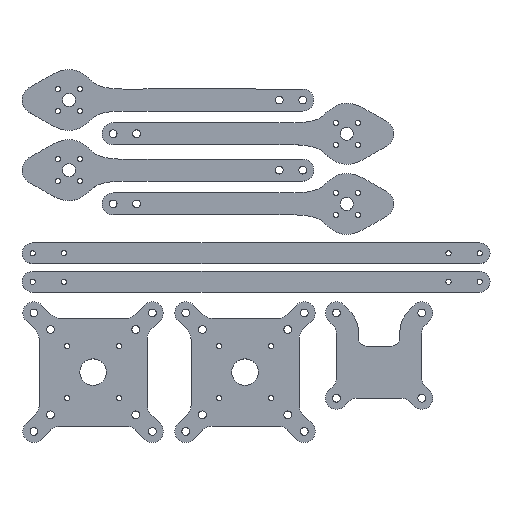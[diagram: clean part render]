
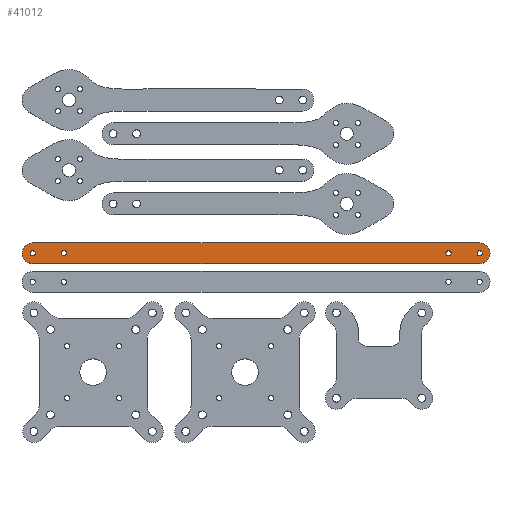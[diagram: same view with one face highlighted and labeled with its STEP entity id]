
A CAD part, top view. The second image highlights one B-rep face of the part: STEP entity #41012.
In plain terms, the highlighted planar face has unit normal (0, 0, 1).
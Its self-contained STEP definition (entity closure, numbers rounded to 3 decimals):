
#41012 = ADVANCED_FACE('',(#41013,#41086,#41109,#41132,#41155),#41028,
  .T.);
#41013 = FACE_BOUND('',#41014,.T.);
#41014 = EDGE_LOOP('',(#41015,#41039,#41055,#41072));
#41015 = ORIENTED_EDGE('',*,*,#41016,.T.);
#41016 = EDGE_CURVE('',#41017,#41019,#41021,.T.);
#41017 = VERTEX_POINT('',#41018);
#41018 = CARTESIAN_POINT('',(177.137,-76.,0.));
#41019 = VERTEX_POINT('',#41020);
#41020 = CARTESIAN_POINT('',(177.137,-68.,0.));
#41021 = SURFACE_CURVE('',#41022,(#41027),.PCURVE_S1.);
#41022 = CIRCLE('',#41023,4.);
#41023 = AXIS2_PLACEMENT_3D('',#41024,#41025,#41026);
#41024 = CARTESIAN_POINT('',(177.137,-72.,0.));
#41025 = DIRECTION('',(0.,0.,1.));
#41026 = DIRECTION('',(1.,0.,0.));
#41027 = PCURVE('',#41028,#41033);
#41028 = PLANE('',#41029);
#41029 = AXIS2_PLACEMENT_3D('',#41030,#41031,#41032);
#41030 = CARTESIAN_POINT('',(91.069,-72.,0.));
#41031 = DIRECTION('',(0.,0.,1.));
#41032 = DIRECTION('',(1.,0.,-0.));
#41033 = DEFINITIONAL_REPRESENTATION('',(#41034),#41038);
#41034 = CIRCLE('',#41035,4.);
#41035 = AXIS2_PLACEMENT_2D('',#41036,#41037);
#41036 = CARTESIAN_POINT('',(86.069,0.));
#41037 = DIRECTION('',(1.,0.));
#41038 = ( GEOMETRIC_REPRESENTATION_CONTEXT(2) 
PARAMETRIC_REPRESENTATION_CONTEXT() REPRESENTATION_CONTEXT('2D SPACE',''
  ) );
#41039 = ORIENTED_EDGE('',*,*,#41040,.T.);
#41040 = EDGE_CURVE('',#41019,#41041,#41043,.T.);
#41041 = VERTEX_POINT('',#41042);
#41042 = CARTESIAN_POINT('',(5.,-68.,0.));
#41043 = SURFACE_CURVE('',#41044,(#41048),.PCURVE_S1.);
#41044 = LINE('',#41045,#41046);
#41045 = CARTESIAN_POINT('',(177.137,-68.,0.));
#41046 = VECTOR('',#41047,1.);
#41047 = DIRECTION('',(-1.,0.,0.));
#41048 = PCURVE('',#41028,#41049);
#41049 = DEFINITIONAL_REPRESENTATION('',(#41050),#41054);
#41050 = LINE('',#41051,#41052);
#41051 = CARTESIAN_POINT('',(86.069,4.));
#41052 = VECTOR('',#41053,1.);
#41053 = DIRECTION('',(-1.,0.));
#41054 = ( GEOMETRIC_REPRESENTATION_CONTEXT(2) 
PARAMETRIC_REPRESENTATION_CONTEXT() REPRESENTATION_CONTEXT('2D SPACE',''
  ) );
#41055 = ORIENTED_EDGE('',*,*,#41056,.T.);
#41056 = EDGE_CURVE('',#41041,#41057,#41059,.T.);
#41057 = VERTEX_POINT('',#41058);
#41058 = CARTESIAN_POINT('',(5.,-76.,0.));
#41059 = SURFACE_CURVE('',#41060,(#41065),.PCURVE_S1.);
#41060 = CIRCLE('',#41061,4.);
#41061 = AXIS2_PLACEMENT_3D('',#41062,#41063,#41064);
#41062 = CARTESIAN_POINT('',(5.,-72.,0.));
#41063 = DIRECTION('',(0.,0.,1.));
#41064 = DIRECTION('',(1.,0.,0.));
#41065 = PCURVE('',#41028,#41066);
#41066 = DEFINITIONAL_REPRESENTATION('',(#41067),#41071);
#41067 = CIRCLE('',#41068,4.);
#41068 = AXIS2_PLACEMENT_2D('',#41069,#41070);
#41069 = CARTESIAN_POINT('',(-86.069,0.));
#41070 = DIRECTION('',(1.,0.));
#41071 = ( GEOMETRIC_REPRESENTATION_CONTEXT(2) 
PARAMETRIC_REPRESENTATION_CONTEXT() REPRESENTATION_CONTEXT('2D SPACE',''
  ) );
#41072 = ORIENTED_EDGE('',*,*,#41073,.T.);
#41073 = EDGE_CURVE('',#41057,#41017,#41074,.T.);
#41074 = SURFACE_CURVE('',#41075,(#41079),.PCURVE_S1.);
#41075 = LINE('',#41076,#41077);
#41076 = CARTESIAN_POINT('',(5.,-76.,0.));
#41077 = VECTOR('',#41078,1.);
#41078 = DIRECTION('',(1.,0.,0.));
#41079 = PCURVE('',#41028,#41080);
#41080 = DEFINITIONAL_REPRESENTATION('',(#41081),#41085);
#41081 = LINE('',#41082,#41083);
#41082 = CARTESIAN_POINT('',(-86.069,-4.));
#41083 = VECTOR('',#41084,1.);
#41084 = DIRECTION('',(1.,0.));
#41085 = ( GEOMETRIC_REPRESENTATION_CONTEXT(2) 
PARAMETRIC_REPRESENTATION_CONTEXT() REPRESENTATION_CONTEXT('2D SPACE',''
  ) );
#41086 = FACE_BOUND('',#41087,.T.);
#41087 = EDGE_LOOP('',(#41088));
#41088 = ORIENTED_EDGE('',*,*,#41089,.T.);
#41089 = EDGE_CURVE('',#41090,#41090,#41092,.T.);
#41090 = VERTEX_POINT('',#41091);
#41091 = CARTESIAN_POINT('',(4.,-72.,0.));
#41092 = SURFACE_CURVE('',#41093,(#41098),.PCURVE_S1.);
#41093 = CIRCLE('',#41094,1.);
#41094 = AXIS2_PLACEMENT_3D('',#41095,#41096,#41097);
#41095 = CARTESIAN_POINT('',(5.,-72.,0.));
#41096 = DIRECTION('',(0.,0.,-1.));
#41097 = DIRECTION('',(-1.,0.,0.));
#41098 = PCURVE('',#41028,#41099);
#41099 = DEFINITIONAL_REPRESENTATION('',(#41100),#41108);
#41100 = ( BOUNDED_CURVE() B_SPLINE_CURVE(2,(#41101,#41102,#41103,#41104
    ,#41105,#41106,#41107),.UNSPECIFIED.,.T.,.F.) 
B_SPLINE_CURVE_WITH_KNOTS((1,2,2,2,2,1),(-2.094,0.,
    2.094,4.189,6.283,8.378),
.UNSPECIFIED.) CURVE() GEOMETRIC_REPRESENTATION_ITEM() 
RATIONAL_B_SPLINE_CURVE((1.,0.5,1.,0.5,1.,0.5,1.)) REPRESENTATION_ITEM(
  '') );
#41101 = CARTESIAN_POINT('',(-87.069,0.));
#41102 = CARTESIAN_POINT('',(-87.069,1.732));
#41103 = CARTESIAN_POINT('',(-85.569,0.866));
#41104 = CARTESIAN_POINT('',(-84.069,0.));
#41105 = CARTESIAN_POINT('',(-85.569,-0.866));
#41106 = CARTESIAN_POINT('',(-87.069,-1.732));
#41107 = CARTESIAN_POINT('',(-87.069,0.));
#41108 = ( GEOMETRIC_REPRESENTATION_CONTEXT(2) 
PARAMETRIC_REPRESENTATION_CONTEXT() REPRESENTATION_CONTEXT('2D SPACE',''
  ) );
#41109 = FACE_BOUND('',#41110,.T.);
#41110 = EDGE_LOOP('',(#41111));
#41111 = ORIENTED_EDGE('',*,*,#41112,.T.);
#41112 = EDGE_CURVE('',#41113,#41113,#41115,.T.);
#41113 = VERTEX_POINT('',#41114);
#41114 = CARTESIAN_POINT('',(15.993,-72.,0.));
#41115 = SURFACE_CURVE('',#41116,(#41121),.PCURVE_S1.);
#41116 = CIRCLE('',#41117,1.);
#41117 = AXIS2_PLACEMENT_3D('',#41118,#41119,#41120);
#41118 = CARTESIAN_POINT('',(16.993,-72.,0.));
#41119 = DIRECTION('',(0.,0.,-1.));
#41120 = DIRECTION('',(-1.,0.,0.));
#41121 = PCURVE('',#41028,#41122);
#41122 = DEFINITIONAL_REPRESENTATION('',(#41123),#41131);
#41123 = ( BOUNDED_CURVE() B_SPLINE_CURVE(2,(#41124,#41125,#41126,#41127
    ,#41128,#41129,#41130),.UNSPECIFIED.,.T.,.F.) 
B_SPLINE_CURVE_WITH_KNOTS((1,2,2,2,2,1),(-2.094,0.,
    2.094,4.189,6.283,8.378),
.UNSPECIFIED.) CURVE() GEOMETRIC_REPRESENTATION_ITEM() 
RATIONAL_B_SPLINE_CURVE((1.,0.5,1.,0.5,1.,0.5,1.)) REPRESENTATION_ITEM(
  '') );
#41124 = CARTESIAN_POINT('',(-75.076,0.));
#41125 = CARTESIAN_POINT('',(-75.076,1.732));
#41126 = CARTESIAN_POINT('',(-73.576,0.866));
#41127 = CARTESIAN_POINT('',(-72.076,0.));
#41128 = CARTESIAN_POINT('',(-73.576,-0.866));
#41129 = CARTESIAN_POINT('',(-75.076,-1.732));
#41130 = CARTESIAN_POINT('',(-75.076,0.));
#41131 = ( GEOMETRIC_REPRESENTATION_CONTEXT(2) 
PARAMETRIC_REPRESENTATION_CONTEXT() REPRESENTATION_CONTEXT('2D SPACE',''
  ) );
#41132 = FACE_BOUND('',#41133,.T.);
#41133 = EDGE_LOOP('',(#41134));
#41134 = ORIENTED_EDGE('',*,*,#41135,.T.);
#41135 = EDGE_CURVE('',#41136,#41136,#41138,.T.);
#41136 = VERTEX_POINT('',#41137);
#41137 = CARTESIAN_POINT('',(176.137,-72.,0.));
#41138 = SURFACE_CURVE('',#41139,(#41144),.PCURVE_S1.);
#41139 = CIRCLE('',#41140,1.);
#41140 = AXIS2_PLACEMENT_3D('',#41141,#41142,#41143);
#41141 = CARTESIAN_POINT('',(177.137,-72.,0.));
#41142 = DIRECTION('',(0.,0.,-1.));
#41143 = DIRECTION('',(-1.,0.,0.));
#41144 = PCURVE('',#41028,#41145);
#41145 = DEFINITIONAL_REPRESENTATION('',(#41146),#41154);
#41146 = ( BOUNDED_CURVE() B_SPLINE_CURVE(2,(#41147,#41148,#41149,#41150
    ,#41151,#41152,#41153),.UNSPECIFIED.,.T.,.F.) 
B_SPLINE_CURVE_WITH_KNOTS((1,2,2,2,2,1),(-2.094,0.,
    2.094,4.189,6.283,8.378),
.UNSPECIFIED.) CURVE() GEOMETRIC_REPRESENTATION_ITEM() 
RATIONAL_B_SPLINE_CURVE((1.,0.5,1.,0.5,1.,0.5,1.)) REPRESENTATION_ITEM(
  '') );
#41147 = CARTESIAN_POINT('',(85.069,0.));
#41148 = CARTESIAN_POINT('',(85.069,1.732));
#41149 = CARTESIAN_POINT('',(86.569,0.866));
#41150 = CARTESIAN_POINT('',(88.069,0.));
#41151 = CARTESIAN_POINT('',(86.569,-0.866));
#41152 = CARTESIAN_POINT('',(85.069,-1.732));
#41153 = CARTESIAN_POINT('',(85.069,0.));
#41154 = ( GEOMETRIC_REPRESENTATION_CONTEXT(2) 
PARAMETRIC_REPRESENTATION_CONTEXT() REPRESENTATION_CONTEXT('2D SPACE',''
  ) );
#41155 = FACE_BOUND('',#41156,.T.);
#41156 = EDGE_LOOP('',(#41157));
#41157 = ORIENTED_EDGE('',*,*,#41158,.T.);
#41158 = EDGE_CURVE('',#41159,#41159,#41161,.T.);
#41159 = VERTEX_POINT('',#41160);
#41160 = CARTESIAN_POINT('',(164.145,-72.,0.));
#41161 = SURFACE_CURVE('',#41162,(#41167),.PCURVE_S1.);
#41162 = CIRCLE('',#41163,1.);
#41163 = AXIS2_PLACEMENT_3D('',#41164,#41165,#41166);
#41164 = CARTESIAN_POINT('',(165.145,-72.,0.));
#41165 = DIRECTION('',(0.,0.,-1.));
#41166 = DIRECTION('',(-1.,0.,0.));
#41167 = PCURVE('',#41028,#41168);
#41168 = DEFINITIONAL_REPRESENTATION('',(#41169),#41177);
#41169 = ( BOUNDED_CURVE() B_SPLINE_CURVE(2,(#41170,#41171,#41172,#41173
    ,#41174,#41175,#41176),.UNSPECIFIED.,.T.,.F.) 
B_SPLINE_CURVE_WITH_KNOTS((1,2,2,2,2,1),(-2.094,0.,
    2.094,4.189,6.283,8.378),
.UNSPECIFIED.) CURVE() GEOMETRIC_REPRESENTATION_ITEM() 
RATIONAL_B_SPLINE_CURVE((1.,0.5,1.,0.5,1.,0.5,1.)) REPRESENTATION_ITEM(
  '') );
#41170 = CARTESIAN_POINT('',(73.076,0.));
#41171 = CARTESIAN_POINT('',(73.076,1.732));
#41172 = CARTESIAN_POINT('',(74.576,0.866));
#41173 = CARTESIAN_POINT('',(76.076,0.));
#41174 = CARTESIAN_POINT('',(74.576,-0.866));
#41175 = CARTESIAN_POINT('',(73.076,-1.732));
#41176 = CARTESIAN_POINT('',(73.076,0.));
#41177 = ( GEOMETRIC_REPRESENTATION_CONTEXT(2) 
PARAMETRIC_REPRESENTATION_CONTEXT() REPRESENTATION_CONTEXT('2D SPACE',''
  ) );
